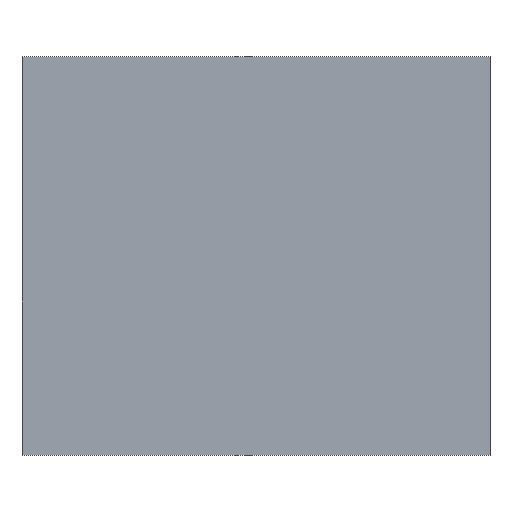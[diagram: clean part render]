
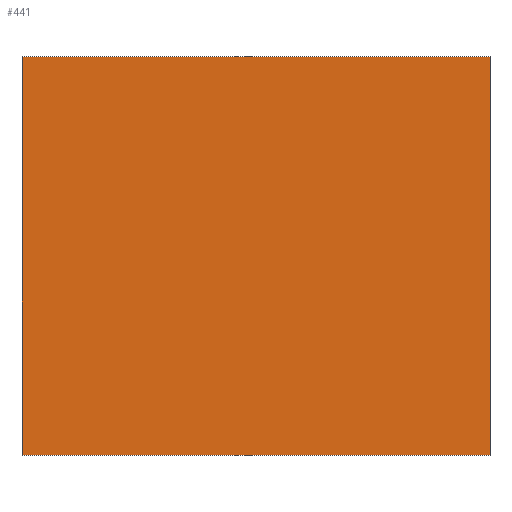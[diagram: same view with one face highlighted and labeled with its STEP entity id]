
A CAD part, top view. The second image highlights one B-rep face of the part: STEP entity #441.
In plain terms, the highlighted planar face has unit normal (0, 0, 1).
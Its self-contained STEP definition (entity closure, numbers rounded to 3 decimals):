
#127 = VERTEX_POINT('',#128);
#128 = CARTESIAN_POINT('',(-5.82,5.75,2.5));
#135 = PLANE('',#136);
#136 = AXIS2_PLACEMENT_3D('',#137,#138,#139);
#137 = CARTESIAN_POINT('',(-5.82,5.75,0.));
#138 = DIRECTION('',(0.,1.,0.));
#139 = DIRECTION('',(1.,0.,0.));
#147 = PLANE('',#148);
#148 = AXIS2_PLACEMENT_3D('',#149,#150,#151);
#149 = CARTESIAN_POINT('',(-5.82,-5.75,0.));
#150 = DIRECTION('',(-1.,0.,0.));
#151 = DIRECTION('',(0.,1.,0.));
#159 = EDGE_CURVE('',#127,#160,#162,.T.);
#160 = VERTEX_POINT('',#161);
#161 = CARTESIAN_POINT('',(7.68,5.75,2.5));
#162 = SURFACE_CURVE('',#163,(#167,#174),.PCURVE_S1.);
#163 = LINE('',#164,#165);
#164 = CARTESIAN_POINT('',(-5.82,5.75,2.5));
#165 = VECTOR('',#166,1.);
#166 = DIRECTION('',(1.,0.,0.));
#167 = PCURVE('',#135,#168);
#168 = DEFINITIONAL_REPRESENTATION('',(#169),#173);
#169 = LINE('',#170,#171);
#170 = CARTESIAN_POINT('',(0.,-2.5));
#171 = VECTOR('',#172,1.);
#172 = DIRECTION('',(1.,0.));
#173 = ( GEOMETRIC_REPRESENTATION_CONTEXT(2) 
PARAMETRIC_REPRESENTATION_CONTEXT() REPRESENTATION_CONTEXT('2D SPACE',''
  ) );
#174 = PCURVE('',#175,#180);
#175 = PLANE('',#176);
#176 = AXIS2_PLACEMENT_3D('',#177,#178,#179);
#177 = CARTESIAN_POINT('',(0.93,0.,2.5));
#178 = DIRECTION('',(-0.,-0.,-1.));
#179 = DIRECTION('',(-1.,0.,0.));
#180 = DEFINITIONAL_REPRESENTATION('',(#181),#185);
#181 = LINE('',#182,#183);
#182 = CARTESIAN_POINT('',(6.75,5.75));
#183 = VECTOR('',#184,1.);
#184 = DIRECTION('',(-1.,0.));
#185 = ( GEOMETRIC_REPRESENTATION_CONTEXT(2) 
PARAMETRIC_REPRESENTATION_CONTEXT() REPRESENTATION_CONTEXT('2D SPACE',''
  ) );
#203 = PLANE('',#204);
#204 = AXIS2_PLACEMENT_3D('',#205,#206,#207);
#205 = CARTESIAN_POINT('',(7.68,5.75,0.));
#206 = DIRECTION('',(1.,0.,-0.));
#207 = DIRECTION('',(0.,-1.,0.));
#245 = EDGE_CURVE('',#160,#246,#248,.T.);
#246 = VERTEX_POINT('',#247);
#247 = CARTESIAN_POINT('',(7.68,-5.75,2.5));
#248 = SURFACE_CURVE('',#249,(#253,#260),.PCURVE_S1.);
#249 = LINE('',#250,#251);
#250 = CARTESIAN_POINT('',(7.68,5.75,2.5));
#251 = VECTOR('',#252,1.);
#252 = DIRECTION('',(0.,-1.,0.));
#253 = PCURVE('',#203,#254);
#254 = DEFINITIONAL_REPRESENTATION('',(#255),#259);
#255 = LINE('',#256,#257);
#256 = CARTESIAN_POINT('',(0.,-2.5));
#257 = VECTOR('',#258,1.);
#258 = DIRECTION('',(1.,0.));
#259 = ( GEOMETRIC_REPRESENTATION_CONTEXT(2) 
PARAMETRIC_REPRESENTATION_CONTEXT() REPRESENTATION_CONTEXT('2D SPACE',''
  ) );
#260 = PCURVE('',#175,#261);
#261 = DEFINITIONAL_REPRESENTATION('',(#262),#266);
#262 = LINE('',#263,#264);
#263 = CARTESIAN_POINT('',(-6.75,5.75));
#264 = VECTOR('',#265,1.);
#265 = DIRECTION('',(0.,-1.));
#266 = ( GEOMETRIC_REPRESENTATION_CONTEXT(2) 
PARAMETRIC_REPRESENTATION_CONTEXT() REPRESENTATION_CONTEXT('2D SPACE',''
  ) );
#284 = PLANE('',#285);
#285 = AXIS2_PLACEMENT_3D('',#286,#287,#288);
#286 = CARTESIAN_POINT('',(7.68,-5.75,0.));
#287 = DIRECTION('',(0.,-1.,0.));
#288 = DIRECTION('',(-1.,0.,0.));
#321 = EDGE_CURVE('',#246,#322,#324,.T.);
#322 = VERTEX_POINT('',#323);
#323 = CARTESIAN_POINT('',(-5.82,-5.75,2.5));
#324 = SURFACE_CURVE('',#325,(#329,#336),.PCURVE_S1.);
#325 = LINE('',#326,#327);
#326 = CARTESIAN_POINT('',(7.68,-5.75,2.5));
#327 = VECTOR('',#328,1.);
#328 = DIRECTION('',(-1.,0.,0.));
#329 = PCURVE('',#284,#330);
#330 = DEFINITIONAL_REPRESENTATION('',(#331),#335);
#331 = LINE('',#332,#333);
#332 = CARTESIAN_POINT('',(0.,-2.5));
#333 = VECTOR('',#334,1.);
#334 = DIRECTION('',(1.,0.));
#335 = ( GEOMETRIC_REPRESENTATION_CONTEXT(2) 
PARAMETRIC_REPRESENTATION_CONTEXT() REPRESENTATION_CONTEXT('2D SPACE',''
  ) );
#336 = PCURVE('',#175,#337);
#337 = DEFINITIONAL_REPRESENTATION('',(#338),#342);
#338 = LINE('',#339,#340);
#339 = CARTESIAN_POINT('',(-6.75,-5.75));
#340 = VECTOR('',#341,1.);
#341 = DIRECTION('',(1.,0.));
#342 = ( GEOMETRIC_REPRESENTATION_CONTEXT(2) 
PARAMETRIC_REPRESENTATION_CONTEXT() REPRESENTATION_CONTEXT('2D SPACE',''
  ) );
#392 = EDGE_CURVE('',#322,#127,#393,.T.);
#393 = SURFACE_CURVE('',#394,(#398,#405),.PCURVE_S1.);
#394 = LINE('',#395,#396);
#395 = CARTESIAN_POINT('',(-5.82,-5.75,2.5));
#396 = VECTOR('',#397,1.);
#397 = DIRECTION('',(0.,1.,0.));
#398 = PCURVE('',#147,#399);
#399 = DEFINITIONAL_REPRESENTATION('',(#400),#404);
#400 = LINE('',#401,#402);
#401 = CARTESIAN_POINT('',(0.,-2.5));
#402 = VECTOR('',#403,1.);
#403 = DIRECTION('',(1.,0.));
#404 = ( GEOMETRIC_REPRESENTATION_CONTEXT(2) 
PARAMETRIC_REPRESENTATION_CONTEXT() REPRESENTATION_CONTEXT('2D SPACE',''
  ) );
#405 = PCURVE('',#175,#406);
#406 = DEFINITIONAL_REPRESENTATION('',(#407),#411);
#407 = LINE('',#408,#409);
#408 = CARTESIAN_POINT('',(6.75,-5.75));
#409 = VECTOR('',#410,1.);
#410 = DIRECTION('',(0.,1.));
#411 = ( GEOMETRIC_REPRESENTATION_CONTEXT(2) 
PARAMETRIC_REPRESENTATION_CONTEXT() REPRESENTATION_CONTEXT('2D SPACE',''
  ) );
#441 = ADVANCED_FACE('',(#442),#175,.F.);
#442 = FACE_BOUND('',#443,.F.);
#443 = EDGE_LOOP('',(#444,#445,#446,#447));
#444 = ORIENTED_EDGE('',*,*,#159,.T.);
#445 = ORIENTED_EDGE('',*,*,#245,.T.);
#446 = ORIENTED_EDGE('',*,*,#321,.T.);
#447 = ORIENTED_EDGE('',*,*,#392,.T.);
